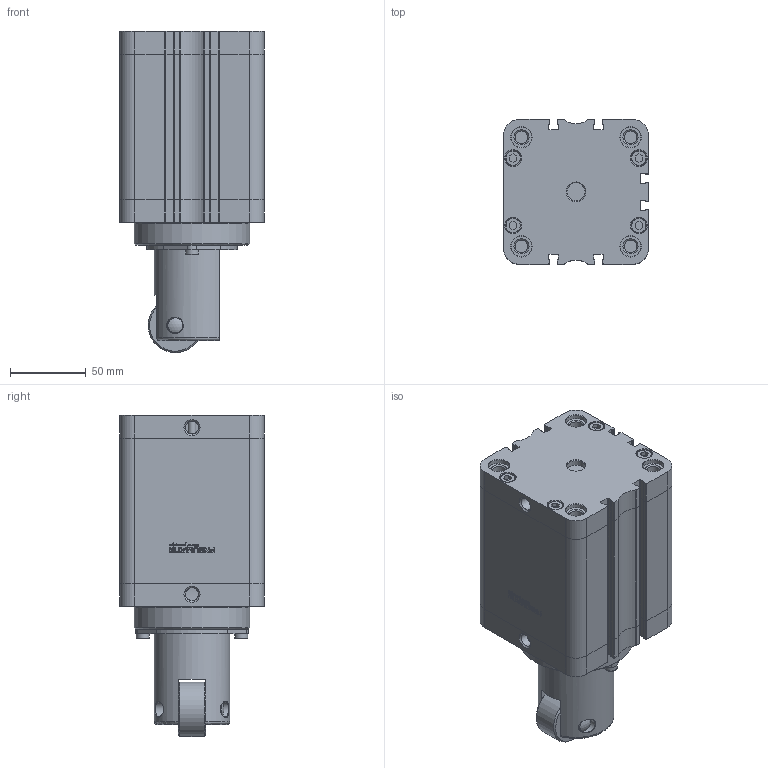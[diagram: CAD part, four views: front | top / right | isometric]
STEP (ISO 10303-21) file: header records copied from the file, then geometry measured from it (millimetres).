
FILE_DESCRIPTION(/* description */ (''),/* implementation_level */ '2;1');
FILE_NAME(/* name */ 'C-S-080-0030P.stp',/* time_stamp */ '2017-02-09T14:57:11+01:00',/* author */ (''),/* organization */ (''),/* preprocessor_version */ 'ST-DEVELOPER v15.2',/* originating_system */ 'Autodesk Translator Framework v2.0.0.5431',/* authorisation */ '');
FILE_SCHEMA (('AUTOMOTIVE_DESIGN { 1 0 10303 214 3 1 1 }'));
Products named in the file (1): (Unsaved)
Bounding box: 95.5 x 95.5 x 211.96 mm (x, y, z)
Volume: 833909.3 mm3; surface area: 162465.1 mm2
Topology: 4 solids, 14 shells, 1418 faces, 3874 edges, 2532 vertices
Faces by surface type: bspline 643, plane 459, cylinder 239, cone 54, torus 22, sphere 1
Full cylindrical faces by diameter (mm): 5 x1, 6.9 x4, 7.1 x4, 8.376 x9, 8.5 x2, 8.566 x2, 9.8 x8, 10 x3, 10.5 x8, 12 x1, 13.5 x4, 20 x1, 36 x1, 50 x1, 76 x1, 80 x1
Entity records: 50305 total; most frequent: CARTESIAN_POINT 19000, ORIENTED_EDGE 7496, DIRECTION 4510, EDGE_CURVE 3728, VERTEX_POINT 2510, LINE 1860, VECTOR 1860, EDGE_LOOP 1636
